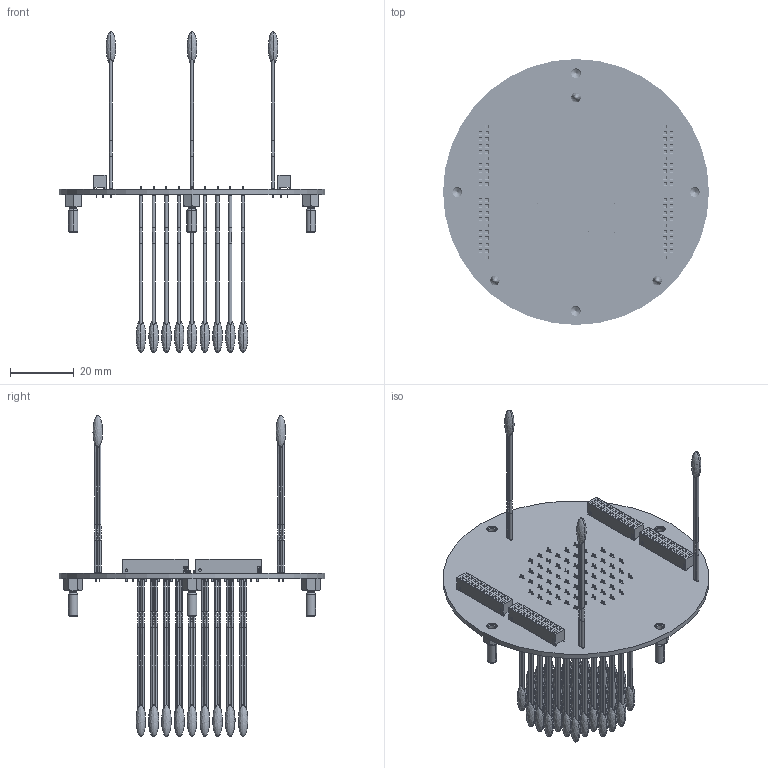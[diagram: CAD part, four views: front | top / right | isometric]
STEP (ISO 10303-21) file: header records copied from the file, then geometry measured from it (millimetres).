
FILE_DESCRIPTION(('Open CASCADE Model'),'2;1');
FILE_NAME('Open CASCADE Shape Model','2023-03-21T18:41:19',('Author'),( 'Open CASCADE'),'Open CASCADE STEP processor 7.5','Open CASCADE 7.5' ,'Unknown');
FILE_SCHEMA(('AUTOMOTIVE_DESIGN { 1 0 10303 214 1 1 1 1 }'));
Length unit declared in the file: millimetre
Products named in the file (81): PCB; Board; Open CASCADE STEP translator 7.5 2491.1.1; M4; Wurth M3 Hex 5mm Brass; M3; M2; M1; R64; NTCLE413E2 STEP214_RGB8421504; R63; R62; R61; R60; R59; R58; R57; R56; R55; R54; R53; R52; R51; R50; R49; R48; R47; R46; R45; R44; R43; R42; R41; R40; R39; R38; R37; R36; R35; R34 ...
Assembly tree (149 placements, depth 4):
  PCB
    Board
      Open CASCADE STEP translator 7.5 2491.1.1
    M4
      Wurth M3 Hex 5mm Brass
    M3
      Wurth M3 Hex 5mm Brass
    M2
      Wurth M3 Hex 5mm Brass
    M1
      Wurth M3 Hex 5mm Brass
    R64
      NTCLE413E2 STEP214_RGB8421504
    R63
      NTCLE413E2 STEP214_RGB8421504
    R62
      NTCLE413E2 STEP214_RGB8421504
    R61
      NTCLE413E2 STEP214_RGB8421504
    R60
      NTCLE413E2 STEP214_RGB8421504
    R59
      NTCLE413E2 STEP214_RGB8421504
    R58
      NTCLE413E2 STEP214_RGB8421504
    R57
      NTCLE413E2 STEP214_RGB8421504
    R56
      NTCLE413E2 STEP214_RGB8421504
    R55
      NTCLE413E2 STEP214_RGB8421504
    R54
      NTCLE413E2 STEP214_RGB8421504
    R53
      NTCLE413E2 STEP214_RGB8421504
    R52
      NTCLE413E2 STEP214_RGB8421504
    R51
      NTCLE413E2 STEP214_RGB8421504
    R50
      NTCLE413E2 STEP214_RGB8421504
    R49
      NTCLE413E2 STEP214_RGB8421504
    R48
      NTCLE413E2 STEP214_RGB8421504
    R47
      NTCLE413E2 STEP214_RGB8421504
    R46
      NTCLE413E2 STEP214_RGB8421504
    R45
      NTCLE413E2 STEP214_RGB8421504
    R44
      NTCLE413E2 STEP214_RGB8421504
    R43
      NTCLE413E2 STEP214_RGB8421504
    R42
      NTCLE413E2 STEP214_RGB8421504
    R41
      NTCLE413E2 STEP214_RGB8421504
    R40
Bounding box: 83.25 x 83.25 x 100.38 mm (x, y, z)
Volume: 17440.7 mm3; surface area: 36575 mm2
Topology: 161 solids, 161 shells, 3651 faces, 8799 edges, 5422 vertices
Faces by surface type: plane 1958, cylinder 1205, bspline 384, cone 88, torus 16
Full cylindrical faces by diameter (mm): 0.5 x128, 0.791 x4, 0.8 x80, 3.2 x4, 83.25 x1
Entity records: 26320 total; most frequent: CARTESIAN_POINT 5022, DIRECTION 4215, ORIENTED_EDGE 3786, EDGE_CURVE 1893, AXIS2_PLACEMENT_3D 1474, LINE 1267, VECTOR 1267, VERTEX_POINT 1225
